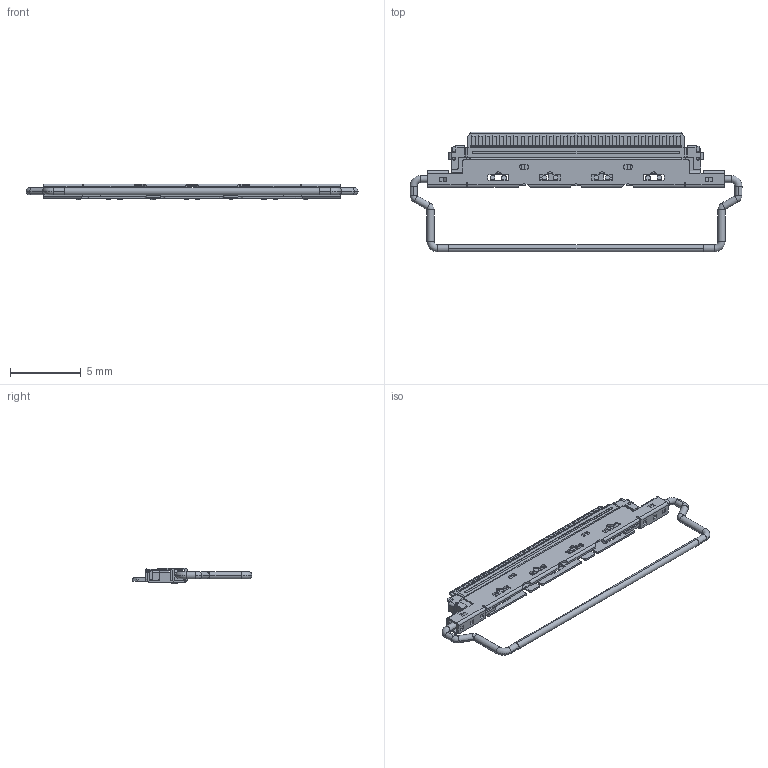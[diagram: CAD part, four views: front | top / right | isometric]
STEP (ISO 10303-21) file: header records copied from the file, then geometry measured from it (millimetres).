
FILE_DESCRIPTION (( 'STEP AP214' ), '1' );
FILE_NAME ('FLV05004-30WS01033BKK-REF.STEP', '2025-01-10T06:50:29', ( '' ), ( '' ), 'SwSTEP 2.0', 'SolidWorks 2021', '' );
FILE_SCHEMA (( 'AUTOMOTIVE_DESIGN' ));
Length unit declared in the file: millimetre
Products named in the file (1): FLV05004-30WS01033BKK-REF
Bounding box: 23.5 x 8.49 x 1.12 mm (x, y, z)
Volume: 34.3 mm3; surface area: 385.7 mm2
Topology: 1 solids, 1 shells, 1158 faces, 3060 edges, 1914 vertices
Faces by surface type: plane 835, cylinder 290, torus 24, cone 7, bspline 2
Entity records: 35508 total; most frequent: CARTESIAN_POINT 6467, ORIENTED_EDGE 6120, DIRECTION 5950, EDGE_CURVE 3060, VECTOR 2384, LINE 2384, VERTEX_POINT 1914, AXIS2_PLACEMENT_3D 1783
